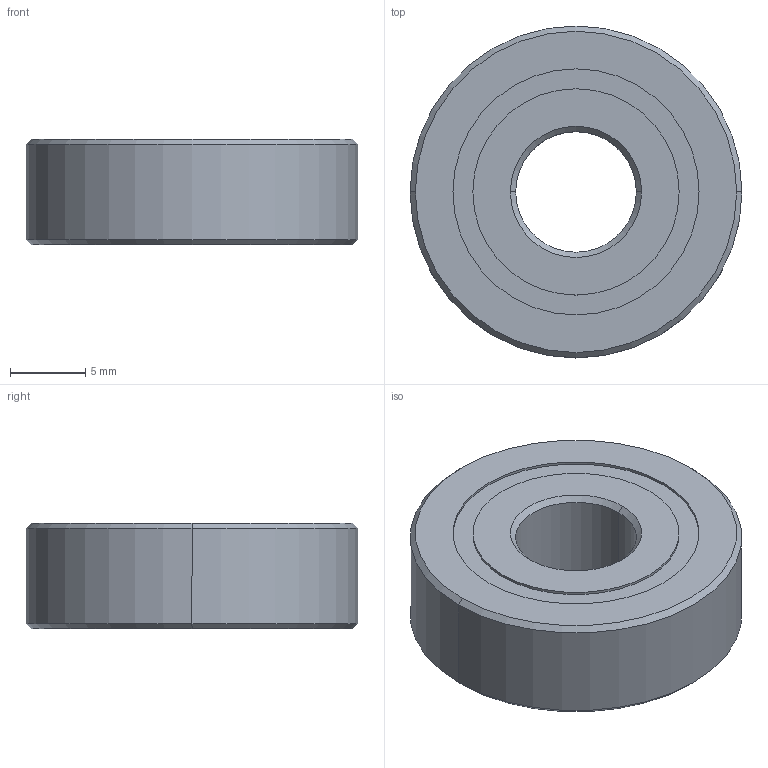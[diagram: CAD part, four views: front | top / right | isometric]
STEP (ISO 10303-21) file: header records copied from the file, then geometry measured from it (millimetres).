
FILE_DESCRIPTION (( 'STEP AP214' ), '1' );
FILE_NAME ('am-4456 8 mm ID 22 mm OD Shielded Bearing 608ZZ.STEP', '2021-04-22T18:33:39', ( '' ), ( '' ), 'SwSTEP 2.0', 'SolidWorks 2019', '' );
FILE_SCHEMA (( 'AUTOMOTIVE_DESIGN' ));
Length unit declared in the file: millimetre
Products named in the file (1): am-4456 8 mm ID 22 mm OD Shielded Bearing 608ZZ
Bounding box: 22 x 22 x 7 mm (x, y, z)
Volume: 1948.7 mm3; surface area: 2413.2 mm2
Topology: 12 solids, 12 shells, 72 faces, 164 edges, 100 vertices
Faces by surface type: cylinder 20, sphere 20, plane 18, cone 8, torus 6
Entity records: 1901 total; most frequent: DIRECTION 366, CARTESIAN_POINT 277, ORIENTED_EDGE 248, AXIS2_PLACEMENT_3D 169, EDGE_CURVE 124, CIRCLE 96, VERTEX_POINT 80, EDGE_LOOP 80
